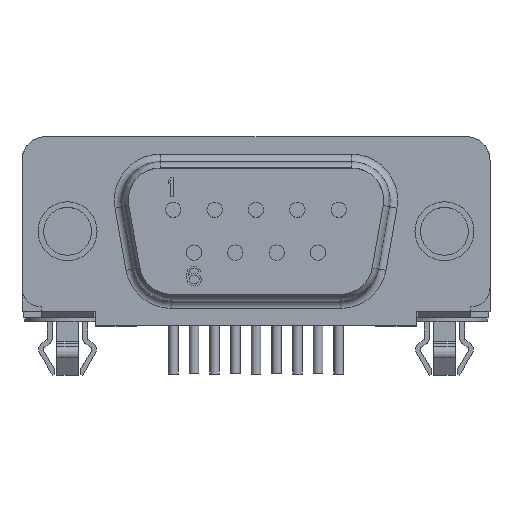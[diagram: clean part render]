
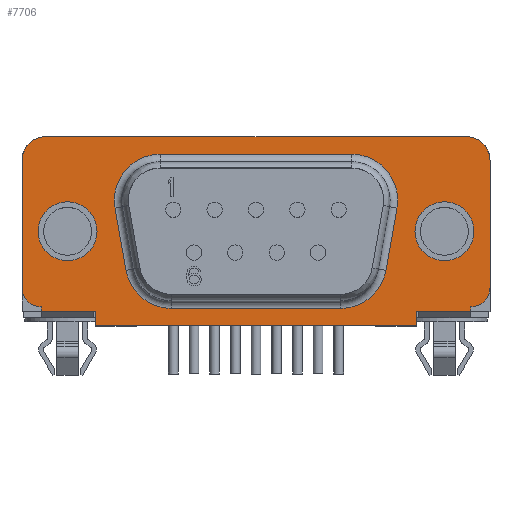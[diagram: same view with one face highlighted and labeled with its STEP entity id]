
A CAD part, top view. The second image highlights one B-rep face of the part: STEP entity #7706.
In plain terms, the highlighted planar face has unit normal (0, 0, 1).
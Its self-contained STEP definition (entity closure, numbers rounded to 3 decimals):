
#1084=DIRECTION('',(0.,1.,0.));
#1085=VECTOR('',#1084,0.965);
#1086=CARTESIAN_POINT('',(-10.655,-6.274,-5.893));
#1087=LINE('',#1086,#1085);
#1088=DIRECTION('',(-1.,0.,0.));
#1089=VECTOR('',#1088,3.594);
#1090=CARTESIAN_POINT('',(-10.655,-5.309,-5.893));
#1091=LINE('',#1090,#1089);
#1092=DIRECTION('',(0.,1.,0.));
#1093=VECTOR('',#1092,0.305);
#1094=CARTESIAN_POINT('',(-14.249,-5.309,-5.893));
#1095=LINE('',#1094,#1093);
#1096=CARTESIAN_POINT('',(-14.249,-3.734,-5.893));
#1097=DIRECTION('',(0.,0.,1.));
#1098=DIRECTION('',(-1.,0.,0.));
#1099=AXIS2_PLACEMENT_3D('',#1096,#1097,#1098);
#1101=CARTESIAN_POINT('',(-13.945,4.699,-5.893));
#1102=DIRECTION('',(0.,0.,1.));
#1103=DIRECTION('',(0.,1.,0.));
#1104=AXIS2_PLACEMENT_3D('',#1101,#1102,#1103);
#1106=DIRECTION('',(1.,0.,0.));
#1107=VECTOR('',#1106,27.889);
#1108=CARTESIAN_POINT('',(-13.945,6.274,-5.893));
#1109=LINE('',#1108,#1107);
#1110=CARTESIAN_POINT('',(13.945,4.699,-5.893));
#1111=DIRECTION('',(0.,0.,1.));
#1112=DIRECTION('',(1.,0.,0.));
#1113=AXIS2_PLACEMENT_3D('',#1110,#1111,#1112);
#1115=CARTESIAN_POINT('',(14.249,-3.734,-5.893));
#1116=DIRECTION('',(0.,0.,1.));
#1117=DIRECTION('',(0.,-1.,0.));
#1118=AXIS2_PLACEMENT_3D('',#1115,#1116,#1117);
#1120=DIRECTION('',(0.,-1.,0.));
#1121=VECTOR('',#1120,0.305);
#1122=CARTESIAN_POINT('',(14.249,-5.004,-5.893));
#1123=LINE('',#1122,#1121);
#1124=DIRECTION('',(-1.,0.,0.));
#1125=VECTOR('',#1124,3.594);
#1126=CARTESIAN_POINT('',(14.249,-5.309,-5.893));
#1127=LINE('',#1126,#1125);
#1128=DIRECTION('',(0.,1.,0.));
#1129=VECTOR('',#1128,0.965);
#1130=CARTESIAN_POINT('',(10.655,-6.274,-5.893));
#1131=LINE('',#1130,#1129);
#1132=CARTESIAN_POINT('',(12.497,0.,-5.893));
#1133=DIRECTION('',(0.,0.,1.));
#1134=DIRECTION('',(1.,0.,0.));
#1135=AXIS2_PLACEMENT_3D('',#1132,#1133,#1134);
#1137=CARTESIAN_POINT('',(12.497,0.,-5.893));
#1138=DIRECTION('',(0.,0.,1.));
#1139=DIRECTION('',(-1.,0.,0.));
#1140=AXIS2_PLACEMENT_3D('',#1137,#1138,#1139);
#1142=CARTESIAN_POINT('',(-12.497,0.,-5.893));
#1143=DIRECTION('',(0.,0.,1.));
#1144=DIRECTION('',(1.,0.,0.));
#1145=AXIS2_PLACEMENT_3D('',#1142,#1143,#1144);
#1147=CARTESIAN_POINT('',(-12.497,0.,-5.893));
#1148=DIRECTION('',(0.,0.,1.));
#1149=DIRECTION('',(-1.,0.,0.));
#1150=AXIS2_PLACEMENT_3D('',#1147,#1148,#1149);
#1152=CARTESIAN_POINT('',(-6.347,2.068,-5.893));
#1153=DIRECTION('',(0.,0.,1.));
#1154=DIRECTION('',(0.,1.,0.));
#1155=AXIS2_PLACEMENT_3D('',#1152,#1153,#1154);
#1157=DIRECTION('',(0.174,-0.985,0.));
#1158=VECTOR('',#1157,4.199);
#1159=CARTESIAN_POINT('',(-9.349,1.538,-5.893));
#1160=LINE('',#1159,#1158);
#1161=CARTESIAN_POINT('',(-5.618,-2.068,-5.893));
#1162=DIRECTION('',(0.,0.,1.));
#1163=DIRECTION('',(-0.985,-0.174,0.));
#1164=AXIS2_PLACEMENT_3D('',#1161,#1162,#1163);
#1166=DIRECTION('',(1.,0.,0.));
#1167=VECTOR('',#1166,11.237);
#1168=CARTESIAN_POINT('',(-5.618,-5.116,-5.893));
#1169=LINE('',#1168,#1167);
#1170=CARTESIAN_POINT('',(5.618,-2.068,-5.893));
#1171=DIRECTION('',(0.,0.,1.));
#1172=DIRECTION('',(0.,-1.,0.));
#1173=AXIS2_PLACEMENT_3D('',#1170,#1171,#1172);
#1175=DIRECTION('',(0.174,0.985,0.));
#1176=VECTOR('',#1175,4.199);
#1177=CARTESIAN_POINT('',(8.62,-2.597,-5.893));
#1178=LINE('',#1177,#1176);
#1179=CARTESIAN_POINT('',(6.347,2.068,-5.893));
#1180=DIRECTION('',(0.,0.,1.));
#1181=DIRECTION('',(0.985,-0.174,0.));
#1182=AXIS2_PLACEMENT_3D('',#1179,#1180,#1181);
#1184=DIRECTION('',(-1.,0.,0.));
#1185=VECTOR('',#1184,12.695);
#1186=CARTESIAN_POINT('',(6.347,5.116,-5.893));
#1187=LINE('',#1186,#1185);
#1196=DIRECTION('',(1.,0.,0.));
#1197=VECTOR('',#1196,21.311);
#1198=CARTESIAN_POINT('',(-10.655,-6.274,-5.893));
#1199=LINE('',#1198,#1197);
#1591=DIRECTION('',(0.,-1.,0.));
#1592=VECTOR('',#1591,8.433);
#1593=CARTESIAN_POINT('',(-15.519,4.699,-5.893));
#1594=LINE('',#1593,#1592);
#1716=DIRECTION('',(0.,-1.,0.));
#1717=VECTOR('',#1716,8.433);
#1718=CARTESIAN_POINT('',(15.519,4.699,-5.893));
#1719=LINE('',#1718,#1717);
#5298=CARTESIAN_POINT('',(-10.655,-6.274,-5.893));
#5299=CARTESIAN_POINT('',(-10.655,-5.309,-5.893));
#5300=VERTEX_POINT('',#5298);
#5301=VERTEX_POINT('',#5299);
#5302=CARTESIAN_POINT('',(10.655,-6.274,-5.893));
#5303=VERTEX_POINT('',#5302);
#6056=CARTESIAN_POINT('',(15.519,4.699,-5.893));
#6057=CARTESIAN_POINT('',(13.945,6.274,-5.893));
#6058=VERTEX_POINT('',#6056);
#6059=VERTEX_POINT('',#6057);
#6060=CARTESIAN_POINT('',(-13.945,6.274,-5.893));
#6061=CARTESIAN_POINT('',(-15.519,4.699,-5.893));
#6062=VERTEX_POINT('',#6060);
#6063=VERTEX_POINT('',#6061);
#6080=CARTESIAN_POINT('',(-15.519,-3.734,-5.893));
#6081=VERTEX_POINT('',#6080);
#6082=CARTESIAN_POINT('',(15.519,-3.734,-5.893));
#6083=VERTEX_POINT('',#6082);
#6084=CARTESIAN_POINT('',(-14.249,-5.309,-5.893));
#6085=CARTESIAN_POINT('',(-14.249,-5.004,-5.893));
#6086=VERTEX_POINT('',#6084);
#6087=VERTEX_POINT('',#6085);
#6250=CARTESIAN_POINT('',(14.453,0.,-5.893));
#6251=CARTESIAN_POINT('',(10.541,0.,-5.893));
#6252=VERTEX_POINT('',#6250);
#6253=VERTEX_POINT('',#6251);
#6254=CARTESIAN_POINT('',(-10.541,0.,-5.893));
#6255=CARTESIAN_POINT('',(-14.453,0.,-5.893));
#6256=VERTEX_POINT('',#6254);
#6257=VERTEX_POINT('',#6255);
#6266=CARTESIAN_POINT('',(14.249,-5.004,-5.893));
#6267=VERTEX_POINT('',#6266);
#6268=CARTESIAN_POINT('',(14.249,-5.309,-5.893));
#6269=VERTEX_POINT('',#6268);
#6270=CARTESIAN_POINT('',(10.655,-5.309,-5.893));
#6271=VERTEX_POINT('',#6270);
#6514=CARTESIAN_POINT('',(-6.347,5.116,-5.893));
#6515=CARTESIAN_POINT('',(-9.349,1.538,-5.893));
#6516=VERTEX_POINT('',#6514);
#6517=VERTEX_POINT('',#6515);
#6522=CARTESIAN_POINT('',(-8.62,-2.597,-5.893));
#6523=VERTEX_POINT('',#6522);
#6526=CARTESIAN_POINT('',(-5.618,-5.116,-5.893));
#6527=VERTEX_POINT('',#6526);
#6530=CARTESIAN_POINT('',(5.618,-5.116,-5.893));
#6531=VERTEX_POINT('',#6530);
#6534=CARTESIAN_POINT('',(8.62,-2.597,-5.893));
#6535=VERTEX_POINT('',#6534);
#6538=CARTESIAN_POINT('',(9.349,1.538,-5.893));
#6539=VERTEX_POINT('',#6538);
#6542=CARTESIAN_POINT('',(6.347,5.116,-5.893));
#6543=VERTEX_POINT('',#6542);
#7644=CARTESIAN_POINT('',(-15.519,6.274,-5.893));
#7645=DIRECTION('',(0.,0.,1.));
#7646=DIRECTION('',(0.,-1.,0.));
#7647=AXIS2_PLACEMENT_3D('',#7644,#7645,#7646);
#7648=PLANE('',#7647);
#7650=ORIENTED_EDGE('',*,*,#7649,.T.);
#7651=ORIENTED_EDGE('',*,*,#7053,.T.);
#7653=ORIENTED_EDGE('',*,*,#7652,.T.);
#7655=ORIENTED_EDGE('',*,*,#7654,.F.);
#7657=ORIENTED_EDGE('',*,*,#7656,.F.);
#7659=ORIENTED_EDGE('',*,*,#7658,.F.);
#7661=ORIENTED_EDGE('',*,*,#7660,.T.);
#7663=ORIENTED_EDGE('',*,*,#7662,.F.);
#7665=ORIENTED_EDGE('',*,*,#7664,.T.);
#7667=ORIENTED_EDGE('',*,*,#7666,.F.);
#7669=ORIENTED_EDGE('',*,*,#7668,.T.);
#7670=ORIENTED_EDGE('',*,*,#7097,.T.);
#7672=ORIENTED_EDGE('',*,*,#7671,.F.);
#7674=ORIENTED_EDGE('',*,*,#7673,.F.);
#7675=EDGE_LOOP('',(#7650,#7651,#7653,#7655,#7657,#7659,#7661,#7663,#7665,#7667,
#7669,#7670,#7672,#7674));
#7676=FACE_OUTER_BOUND('',#7675,.F.);
#7677=ORIENTED_EDGE('',*,*,#7634,.T.);
#7679=ORIENTED_EDGE('',*,*,#7678,.T.);
#7680=EDGE_LOOP('',(#7677,#7679));
#7681=FACE_BOUND('',#7680,.F.);
#7683=ORIENTED_EDGE('',*,*,#7682,.T.);
#7685=ORIENTED_EDGE('',*,*,#7684,.T.);
#7686=EDGE_LOOP('',(#7683,#7685));
#7687=FACE_BOUND('',#7686,.F.);
#7689=ORIENTED_EDGE('',*,*,#7688,.T.);
#7691=ORIENTED_EDGE('',*,*,#7690,.T.);
#7693=ORIENTED_EDGE('',*,*,#7692,.T.);
#7695=ORIENTED_EDGE('',*,*,#7694,.T.);
#7697=ORIENTED_EDGE('',*,*,#7696,.T.);
#7699=ORIENTED_EDGE('',*,*,#7698,.T.);
#7701=ORIENTED_EDGE('',*,*,#7700,.T.);
#7703=ORIENTED_EDGE('',*,*,#7702,.T.);
#7704=EDGE_LOOP('',(#7689,#7691,#7693,#7695,#7697,#7699,#7701,#7703));
#7705=FACE_BOUND('',#7704,.F.);
#7706=ADVANCED_FACE('',(#7676,#7681,#7687,#7705),#7648,.T.);
#1100=CIRCLE('',#1099,1.27);
#1105=CIRCLE('',#1104,1.575);
#1114=CIRCLE('',#1113,1.575);
#1119=CIRCLE('',#1118,1.27);
#1136=CIRCLE('',#1135,1.956);
#1141=CIRCLE('',#1140,1.956);
#1146=CIRCLE('',#1145,1.956);
#1151=CIRCLE('',#1150,1.956);
#1156=CIRCLE('',#1155,3.048);
#1165=CIRCLE('',#1164,3.048);
#1174=CIRCLE('',#1173,3.048);
#1183=CIRCLE('',#1182,3.048);
#7053=EDGE_CURVE('',#5301,#6086,#1091,.T.);
#7097=EDGE_CURVE('',#6269,#6271,#1127,.T.);
#7634=EDGE_CURVE('',#6252,#6253,#1136,.T.);
#7649=EDGE_CURVE('',#5300,#5301,#1087,.T.);
#7652=EDGE_CURVE('',#6086,#6087,#1095,.T.);
#7654=EDGE_CURVE('',#6081,#6087,#1100,.T.);
#7656=EDGE_CURVE('',#6063,#6081,#1594,.T.);
#7658=EDGE_CURVE('',#6062,#6063,#1105,.T.);
#7660=EDGE_CURVE('',#6062,#6059,#1109,.T.);
#7662=EDGE_CURVE('',#6058,#6059,#1114,.T.);
#7664=EDGE_CURVE('',#6058,#6083,#1719,.T.);
#7666=EDGE_CURVE('',#6267,#6083,#1119,.T.);
#7668=EDGE_CURVE('',#6267,#6269,#1123,.T.);
#7671=EDGE_CURVE('',#5303,#6271,#1131,.T.);
#7673=EDGE_CURVE('',#5300,#5303,#1199,.T.);
#7678=EDGE_CURVE('',#6253,#6252,#1141,.T.);
#7682=EDGE_CURVE('',#6256,#6257,#1146,.T.);
#7684=EDGE_CURVE('',#6257,#6256,#1151,.T.);
#7688=EDGE_CURVE('',#6516,#6517,#1156,.T.);
#7690=EDGE_CURVE('',#6517,#6523,#1160,.T.);
#7692=EDGE_CURVE('',#6523,#6527,#1165,.T.);
#7694=EDGE_CURVE('',#6527,#6531,#1169,.T.);
#7696=EDGE_CURVE('',#6531,#6535,#1174,.T.);
#7698=EDGE_CURVE('',#6535,#6539,#1178,.T.);
#7700=EDGE_CURVE('',#6539,#6543,#1183,.T.);
#7702=EDGE_CURVE('',#6543,#6516,#1187,.T.);
